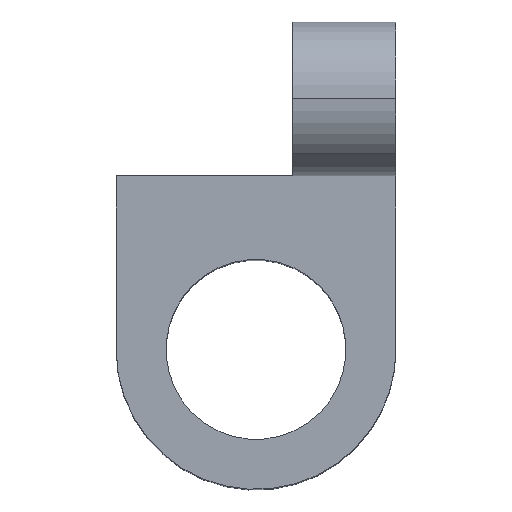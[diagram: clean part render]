
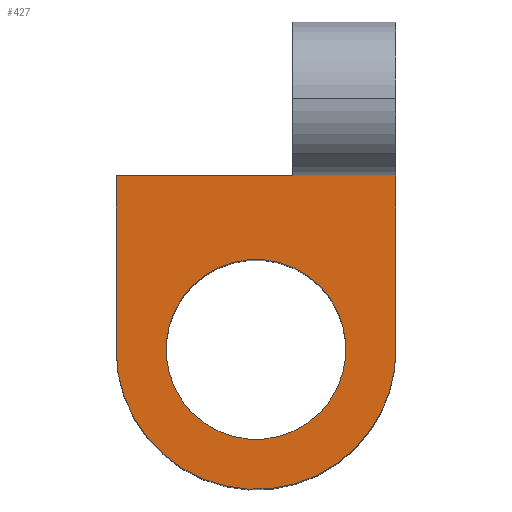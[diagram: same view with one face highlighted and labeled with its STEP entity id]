
A CAD part, top view. The second image highlights one B-rep face of the part: STEP entity #427.
In plain terms, the highlighted planar face has unit normal (0, 0, 1).
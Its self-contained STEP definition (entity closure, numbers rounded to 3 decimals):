
#189 = VERTEX_POINT( '', #505 );
#207 = VERTEX_POINT( '', #524 );
#211 = EDGE_CURVE( '', #189, #315, #528, .T. );
#305 = VERTEX_POINT( '', #635 );
#315 = VERTEX_POINT( '', #646 );
#325 = VERTEX_POINT( '', #656 );
#343 = EDGE_CURVE( '', #315, #189, #675, .T. );
#371 = EDGE_CURVE( '', #305, #207, #707, .T. );
#377 = EDGE_CURVE( '', #405, #305, #713, .T. );
#381 = EDGE_CURVE( '', #405, #451, #717, .T. );
#397 = EDGE_CURVE( '', #451, #439, #734, .T. );
#405 = VERTEX_POINT( '', #743 );
#415 = EDGE_CURVE( '', #325, #207, #754, .T. );
#427 = ADVANCED_FACE( '', ( #767, #768 ), #769, .T. );
#439 = VERTEX_POINT( '', #781 );
#451 = VERTEX_POINT( '', #794 );
#457 = EDGE_CURVE( '', #439, #325, #800, .T. );
#505 = CARTESIAN_POINT( '', ( 118.636, -58.314, 9.7 ) );
#524 = CARTESIAN_POINT( '', ( 123.979, -59.605, 9.7 ) );
#528 = CIRCLE( '', #880, 2.25 );
#635 = CARTESIAN_POINT( '', ( 123.979, -55.265, 9.7 ) );
#646 = CARTESIAN_POINT( '', ( 122.322, -60.895, 9.7 ) );
#656 = CARTESIAN_POINT( '', ( 123.346, -61.612, 9.7 ) );
#675 = CIRCLE( '', #1077, 2.25 );
#707 = LINE( '', #1120, #1121 );
#713 = LINE( '', #1129, #1130 );
#717 = LINE( '', #1136, #1137 );
#734 = LINE( '', #1162, #1163 );
#743 = CARTESIAN_POINT( '', ( 121.4, -55.265, 9.7 ) );
#754 = CIRCLE( '', #1190, 3.5 );
#767 = FACE_BOUND( '', #1206, .T. );
#768 = FACE_OUTER_BOUND( '', #1207, .T. );
#769 = PLANE( '', #1208 );
#781 = CARTESIAN_POINT( '', ( 116.979, -59.605, 9.7 ) );
#794 = CARTESIAN_POINT( '', ( 116.979, -55.265, 9.7 ) );
#800 = CIRCLE( '', #1249, 3.5 );
#880 = AXIS2_PLACEMENT_3D( '', #1317, #1318, #1319 );
#1077 = AXIS2_PLACEMENT_3D( '', #1486, #1487, #1488 );
#1120 = CARTESIAN_POINT( '', ( 123.979, -55.265, 9.7 ) );
#1121 = VECTOR( '', #1531, 1. );
#1129 = CARTESIAN_POINT( '', ( 122.045, -55.265, 9.7 ) );
#1130 = VECTOR( '', #1535, 1. );
#1136 = CARTESIAN_POINT( '', ( 121.4, -55.265, 9.7 ) );
#1137 = VECTOR( '', #1539, 1. );
#1162 = CARTESIAN_POINT( '', ( 116.979, -55.64, 9.7 ) );
#1163 = VECTOR( '', #1559, 1. );
#1190 = AXIS2_PLACEMENT_3D( '', #1579, #1580, #1581 );
#1206 = EDGE_LOOP( '', ( #1595, #1596 ) );
#1207 = EDGE_LOOP( '', ( #1597, #1598, #1599, #1600, #1601, #1602 ) );
#1208 = AXIS2_PLACEMENT_3D( '', #1603, #1604, #1605 );
#1249 = AXIS2_PLACEMENT_3D( '', #1626, #1627, #1628 );
#1317 = CARTESIAN_POINT( '', ( 120.479, -59.605, 9.7 ) );
#1318 = DIRECTION( '', ( 0., 0., -1. ) );
#1319 = DIRECTION( '', ( 0.819, -0.574, 0. ) );
#1486 = CARTESIAN_POINT( '', ( 120.479, -59.605, 9.7 ) );
#1487 = DIRECTION( '', ( 0., 0., -1. ) );
#1488 = DIRECTION( '', ( 0.819, -0.574, 0. ) );
#1531 = DIRECTION( '', ( 0., -1., 0. ) );
#1535 = DIRECTION( '', ( 1., 0., 0. ) );
#1539 = DIRECTION( '', ( -1., 0., 0. ) );
#1559 = DIRECTION( '', ( 0., -1., 0. ) );
#1579 = CARTESIAN_POINT( '', ( 120.479, -59.605, 9.7 ) );
#1580 = DIRECTION( '', ( 0., 0., 1. ) );
#1581 = DIRECTION( '', ( 0.819, -0.574, 0. ) );
#1595 = ORIENTED_EDGE( '', *, *, #211, .T. );
#1596 = ORIENTED_EDGE( '', *, *, #343, .T. );
#1597 = ORIENTED_EDGE( '', *, *, #371, .F. );
#1598 = ORIENTED_EDGE( '', *, *, #377, .F. );
#1599 = ORIENTED_EDGE( '', *, *, #381, .T. );
#1600 = ORIENTED_EDGE( '', *, *, #397, .T. );
#1601 = ORIENTED_EDGE( '', *, *, #457, .T. );
#1602 = ORIENTED_EDGE( '', *, *, #415, .T. );
#1603 = CARTESIAN_POINT( '', ( 122.689, -57.435, 9.7 ) );
#1604 = DIRECTION( '', ( 0., 0., 1. ) );
#1605 = DIRECTION( '', ( 0.819, -0.574, 0. ) );
#1626 = CARTESIAN_POINT( '', ( 120.479, -59.605, 9.7 ) );
#1627 = DIRECTION( '', ( 0., 0., 1. ) );
#1628 = DIRECTION( '', ( 0.819, -0.574, 0. ) );
